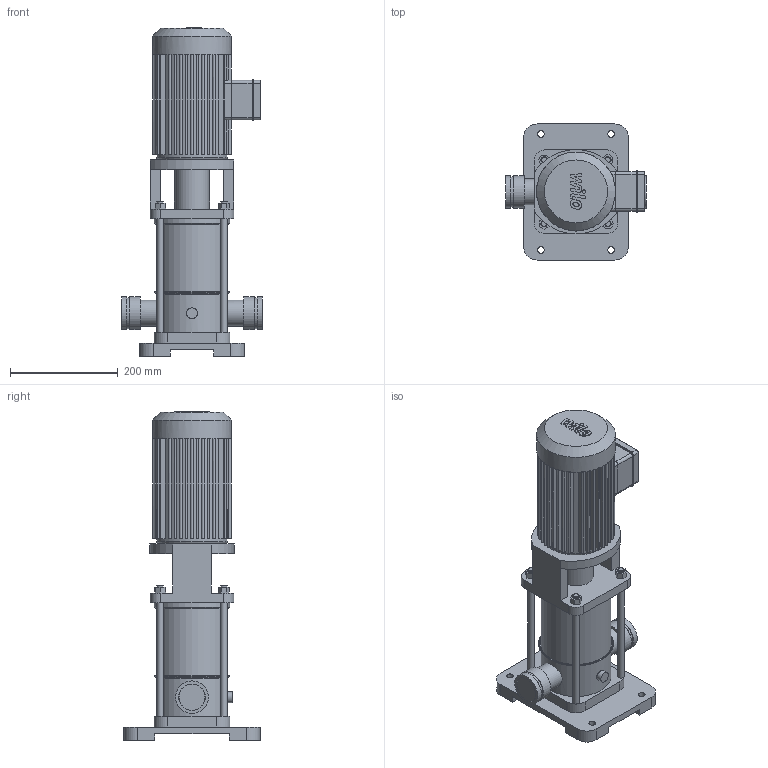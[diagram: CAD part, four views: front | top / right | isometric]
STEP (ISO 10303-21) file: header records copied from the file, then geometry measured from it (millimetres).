
FILE_DESCRIPTION(/* description */ (''),/* implementation_level */ '2;1');
FILE_NAME(/* name */ '3d_MVI803-2_P_V_3-400-50-2-4032794.stp',/* time_stamp */ '2017-01-31T19:48:15+01:00',/* author */ ('Łukasz'),/* organization */ (''),/* preprocessor_version */ 'ST-DEVELOPER v16.1',/* originating_system */ 'AutoCAD Mechanical',/* authorisation */ '');
FILE_SCHEMA (('AUTOMOTIVE_DESIGN { 1 0 10303 214 3 1 1 }'));
Length unit declared in the file: millimetre
Products named in the file (1): Product
Bounding box: 261 x 252 x 609.2 mm (x, y, z)
Volume: 9622837.4 mm3; surface area: 758575.6 mm2
Topology: 16 solids, 16 shells, 481 faces, 1214 edges, 784 vertices
Faces by surface type: plane 310, cylinder 120, bspline 24, torus 21, cone 6
Full cylindrical faces by diameter (mm): 12 x12, 20 x1, 48.3 x2, 49 x2, 57 x2, 60.3 x4, 65 x1, 130 x2, 131 x1, 140 x1, 146 x1
Entity records: 14739 total; most frequent: CARTESIAN_POINT 3166, DIRECTION 2423, ORIENTED_EDGE 2322, EDGE_CURVE 1161, AXIS2_PLACEMENT_3D 863, VERTEX_POINT 776, LINE 697, VECTOR 697
